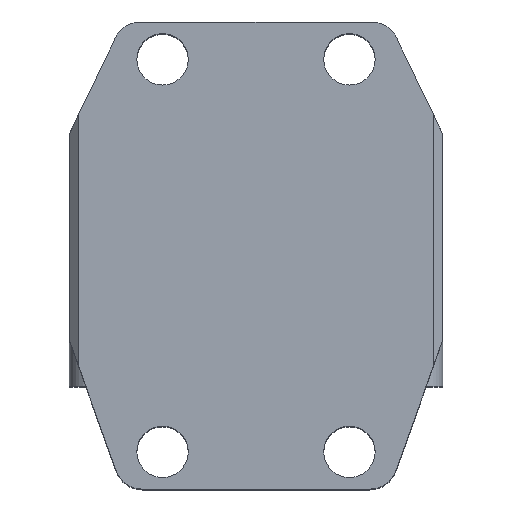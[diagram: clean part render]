
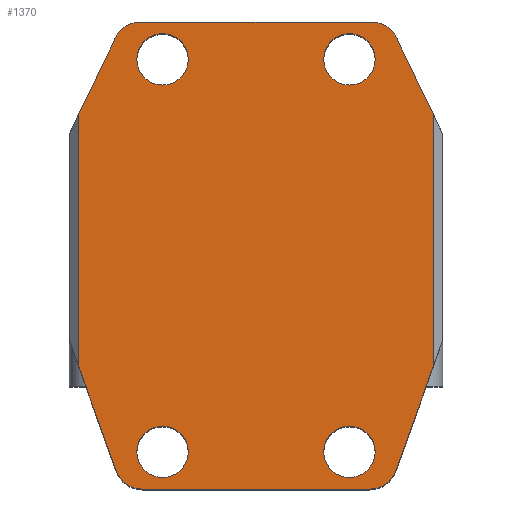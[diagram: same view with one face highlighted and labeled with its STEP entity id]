
A CAD part, top view. The second image highlights one B-rep face of the part: STEP entity #1370.
In plain terms, the highlighted planar face has unit normal (0, 0, 1).
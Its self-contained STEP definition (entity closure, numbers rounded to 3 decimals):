
#36=FACE_BOUND('',#303,.T.);
#37=FACE_BOUND('',#304,.T.);
#38=FACE_BOUND('',#305,.T.);
#39=FACE_BOUND('',#306,.T.);
#76=CIRCLE('',#1474,3.);
#77=CIRCLE('',#1477,3.);
#92=CIRCLE('',#1508,3.);
#93=CIRCLE('',#1509,3.);
#94=CIRCLE('',#1510,2.75);
#95=CIRCLE('',#1511,2.75);
#96=CIRCLE('',#1512,2.75);
#97=CIRCLE('',#1513,2.75);
#210=FACE_OUTER_BOUND('',#302,.T.);
#302=EDGE_LOOP('',(#1111,#1112,#1113,#1114,#1115,#1116,#1117,#1118,#1119,
#1120,#1121,#1122));
#303=EDGE_LOOP('',(#1123));
#304=EDGE_LOOP('',(#1124));
#305=EDGE_LOOP('',(#1125));
#306=EDGE_LOOP('',(#1126));
#358=LINE('',#2006,#474);
#364=LINE('',#2019,#480);
#380=LINE('',#2054,#496);
#384=LINE('',#2064,#500);
#421=LINE('',#2185,#537);
#424=LINE('',#2193,#540);
#435=LINE('',#2251,#551);
#437=LINE('',#2257,#553);
#474=VECTOR('',#1579,10.);
#480=VECTOR('',#1589,10.);
#496=VECTOR('',#1615,10.);
#500=VECTOR('',#1623,10.);
#537=VECTOR('',#1746,10.);
#540=VECTOR('',#1755,10.);
#551=VECTOR('',#1828,10.);
#553=VECTOR('',#1836,10.);
#590=VERTEX_POINT('',#2003);
#591=VERTEX_POINT('',#2005);
#596=VERTEX_POINT('',#2017);
#607=VERTEX_POINT('',#2047);
#610=VERTEX_POINT('',#2052);
#614=VERTEX_POINT('',#2062);
#655=VERTEX_POINT('',#2184);
#656=VERTEX_POINT('',#2188);
#657=VERTEX_POINT('',#2192);
#658=VERTEX_POINT('',#2196);
#673=VERTEX_POINT('',#2250);
#674=VERTEX_POINT('',#2255);
#675=VERTEX_POINT('',#2258);
#676=VERTEX_POINT('',#2260);
#677=VERTEX_POINT('',#2262);
#678=VERTEX_POINT('',#2264);
#714=EDGE_CURVE('',#590,#591,#358,.T.);
#721=EDGE_CURVE('',#590,#596,#364,.T.);
#738=EDGE_CURVE('',#610,#607,#380,.T.);
#743=EDGE_CURVE('',#610,#614,#384,.T.);
#805=EDGE_CURVE('',#607,#655,#421,.T.);
#807=EDGE_CURVE('',#655,#656,#76,.T.);
#809=EDGE_CURVE('',#591,#657,#424,.T.);
#811=EDGE_CURVE('',#657,#658,#77,.T.);
#835=EDGE_CURVE('',#656,#673,#435,.T.);
#837=EDGE_CURVE('',#673,#596,#92,.T.);
#838=EDGE_CURVE('',#674,#614,#93,.T.);
#839=EDGE_CURVE('',#658,#674,#437,.T.);
#840=EDGE_CURVE('',#675,#675,#94,.T.);
#841=EDGE_CURVE('',#676,#676,#95,.T.);
#842=EDGE_CURVE('',#677,#677,#96,.T.);
#843=EDGE_CURVE('',#678,#678,#97,.T.);
#1111=ORIENTED_EDGE('',*,*,#714,.F.);
#1112=ORIENTED_EDGE('',*,*,#721,.T.);
#1113=ORIENTED_EDGE('',*,*,#837,.F.);
#1114=ORIENTED_EDGE('',*,*,#835,.F.);
#1115=ORIENTED_EDGE('',*,*,#807,.F.);
#1116=ORIENTED_EDGE('',*,*,#805,.F.);
#1117=ORIENTED_EDGE('',*,*,#738,.F.);
#1118=ORIENTED_EDGE('',*,*,#743,.T.);
#1119=ORIENTED_EDGE('',*,*,#838,.F.);
#1120=ORIENTED_EDGE('',*,*,#839,.F.);
#1121=ORIENTED_EDGE('',*,*,#811,.F.);
#1122=ORIENTED_EDGE('',*,*,#809,.F.);
#1123=ORIENTED_EDGE('',*,*,#840,.T.);
#1124=ORIENTED_EDGE('',*,*,#841,.T.);
#1125=ORIENTED_EDGE('',*,*,#842,.T.);
#1126=ORIENTED_EDGE('',*,*,#843,.T.);
#1314=PLANE('',#1507);
#1370=ADVANCED_FACE('',(#210,#36,#37,#38,#39),#1314,.T.);
#1474=AXIS2_PLACEMENT_3D('',#2189,#1750,#1751);
#1477=AXIS2_PLACEMENT_3D('',#2197,#1759,#1760);
#1507=AXIS2_PLACEMENT_3D('',#2253,#1830,#1831);
#1508=AXIS2_PLACEMENT_3D('',#2254,#1832,#1833);
#1509=AXIS2_PLACEMENT_3D('',#2256,#1834,#1835);
#1510=AXIS2_PLACEMENT_3D('',#2259,#1837,#1838);
#1511=AXIS2_PLACEMENT_3D('',#2261,#1839,#1840);
#1512=AXIS2_PLACEMENT_3D('',#2263,#1841,#1842);
#1513=AXIS2_PLACEMENT_3D('',#2265,#1843,#1844);
#1579=DIRECTION('',(0.,-1.,0.));
#1589=DIRECTION('',(-0.434,0.901,0.));
#1615=DIRECTION('',(0.,1.,0.));
#1623=DIRECTION('',(0.337,-0.941,0.));
#1746=DIRECTION('',(0.434,0.901,0.));
#1750=DIRECTION('center_axis',(0.,0.,-1.));
#1751=DIRECTION('ref_axis',(-0.585,0.811,0.));
#1755=DIRECTION('',(-0.337,-0.941,0.));
#1759=DIRECTION('center_axis',(0.,0.,-1.));
#1760=DIRECTION('ref_axis',(0.615,-0.788,0.));
#1828=DIRECTION('',(1.,0.,0.));
#1830=DIRECTION('center_axis',(0.,0.,1.));
#1831=DIRECTION('ref_axis',(1.,0.,0.));
#1832=DIRECTION('center_axis',(0.,0.,-1.));
#1833=DIRECTION('ref_axis',(0.585,0.811,0.));
#1834=DIRECTION('center_axis',(0.,0.,-1.));
#1835=DIRECTION('ref_axis',(-0.615,-0.788,0.));
#1836=DIRECTION('',(-1.,0.,0.));
#1837=DIRECTION('center_axis',(0.,0.,-1.));
#1838=DIRECTION('ref_axis',(-1.,0.,0.));
#1839=DIRECTION('center_axis',(0.,0.,-1.));
#1840=DIRECTION('ref_axis',(-1.,0.,0.));
#1841=DIRECTION('center_axis',(0.,0.,-1.));
#1842=DIRECTION('ref_axis',(-1.,0.,0.));
#1843=DIRECTION('center_axis',(0.,0.,-1.));
#1844=DIRECTION('ref_axis',(-1.,0.,0.));
#2003=CARTESIAN_POINT('',(19.,24.077,25.8));
#2005=CARTESIAN_POINT('',(19.,-2.792,25.8));
#2006=CARTESIAN_POINT('',(19.,0.,25.8));
#2017=CARTESIAN_POINT('',(15.041,32.301,25.8));
#2019=CARTESIAN_POINT('',(20.,22.,25.8));
#2047=CARTESIAN_POINT('',(-19.,24.077,25.8));
#2052=CARTESIAN_POINT('',(-19.,-2.792,25.8));
#2054=CARTESIAN_POINT('',(-19.,0.,25.8));
#2062=CARTESIAN_POINT('',(-14.982,-14.011,25.8));
#2064=CARTESIAN_POINT('',(-20.,0.,25.8));
#2184=CARTESIAN_POINT('',(-15.041,32.301,25.8));
#2185=CARTESIAN_POINT('',(-20.,22.,25.8));
#2188=CARTESIAN_POINT('',(-12.338,34.,25.8));
#2189=CARTESIAN_POINT('Origin',(-12.338,31.,25.8));
#2192=CARTESIAN_POINT('',(14.982,-14.011,25.8));
#2193=CARTESIAN_POINT('',(20.,0.,25.8));
#2196=CARTESIAN_POINT('',(12.158,-16.,25.8));
#2197=CARTESIAN_POINT('Origin',(12.158,-13.,25.8));
#2250=CARTESIAN_POINT('',(12.338,34.,25.8));
#2251=CARTESIAN_POINT('',(-14.5,34.,25.8));
#2253=CARTESIAN_POINT('Origin',(-20.,0.,25.8));
#2254=CARTESIAN_POINT('Origin',(12.338,31.,25.8));
#2255=CARTESIAN_POINT('',(-12.158,-16.,25.8));
#2256=CARTESIAN_POINT('Origin',(-12.158,-13.,25.8));
#2257=CARTESIAN_POINT('',(14.5,-16.,25.8));
#2258=CARTESIAN_POINT('',(-7.25,-12.,25.8));
#2259=CARTESIAN_POINT('Origin',(-10.,-12.,25.8));
#2260=CARTESIAN_POINT('',(-7.25,30.,25.8));
#2261=CARTESIAN_POINT('Origin',(-10.,30.,25.8));
#2262=CARTESIAN_POINT('',(12.75,-12.,25.8));
#2263=CARTESIAN_POINT('Origin',(10.,-12.,25.8));
#2264=CARTESIAN_POINT('',(12.75,30.,25.8));
#2265=CARTESIAN_POINT('Origin',(10.,30.,25.8));
